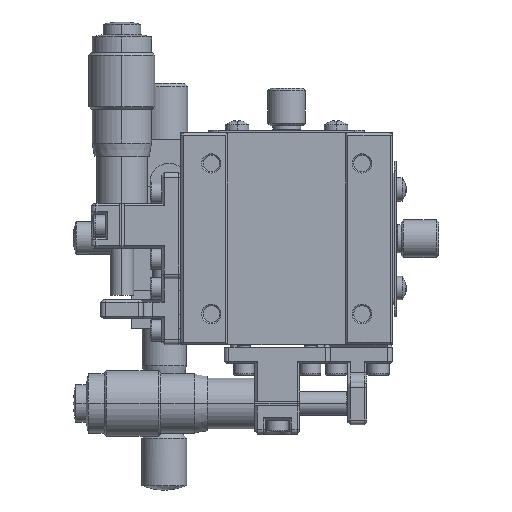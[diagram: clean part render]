
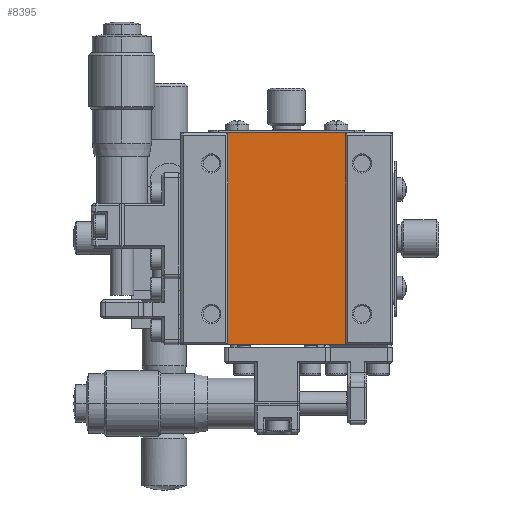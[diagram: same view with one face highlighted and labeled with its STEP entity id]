
A CAD part, front view. The second image highlights one B-rep face of the part: STEP entity #8395.
In plain terms, the highlighted planar face has unit normal (0, 1, 0).
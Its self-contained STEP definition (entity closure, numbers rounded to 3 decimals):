
#138 = VECTOR ( 'NONE', #31731, 1000. ) ;
#511 = AXIS2_PLACEMENT_3D ( 'NONE', #4056, #29285, #14599 ) ;
#1419 = CARTESIAN_POINT ( 'NONE',  ( 11.265, -2.211, 22.5 ) ) ;
#1614 = PLANE ( 'NONE',  #511 ) ;
#2231 = LINE ( 'NONE', #24783, #14690 ) ;
#2551 = EDGE_CURVE ( 'NONE', #19478, #29916, #22616, .T. ) ;
#3409 = VERTEX_POINT ( 'NONE', #17926 ) ;
#3533 = DIRECTION ( 'NONE',  ( 0., 0., -1. ) ) ;
#3691 = ORIENTED_EDGE ( 'NONE', *, *, #17978, .T. ) ;
#4056 = CARTESIAN_POINT ( 'NONE',  ( -13.735, -2.211, 22.5 ) ) ;
#5007 = DIRECTION ( 'NONE',  ( 0., 0., 1. ) ) ;
#6454 = CARTESIAN_POINT ( 'NONE',  ( 11.265, -2.211, 67.5 ) ) ;
#6838 = LINE ( 'NONE', #17046, #138 ) ;
#8395 = ADVANCED_FACE ( 'NONE', ( #23655 ), #1614, .T. ) ;
#9163 = VECTOR ( 'NONE', #13789, 1000. ) ;
#10223 = VERTEX_POINT ( 'NONE', #13329 ) ;
#12812 = ORIENTED_EDGE ( 'NONE', *, *, #2551, .T. ) ;
#12856 = EDGE_LOOP ( 'NONE', ( #16974, #3691, #12812, #16364 ) ) ;
#13329 = CARTESIAN_POINT ( 'NONE',  ( -13.735, -2.211, 67.5 ) ) ;
#13671 = CARTESIAN_POINT ( 'NONE',  ( -1.235, -2.211, 22.5 ) ) ;
#13789 = DIRECTION ( 'NONE',  ( 1., 0., 0. ) ) ;
#14599 = DIRECTION ( 'NONE',  ( 0., 0., 1. ) ) ;
#14690 = VECTOR ( 'NONE', #5007, 1000. ) ;
#16364 = ORIENTED_EDGE ( 'NONE', *, *, #28632, .F. ) ;
#16974 = ORIENTED_EDGE ( 'NONE', *, *, #31817, .T. ) ;
#17046 = CARTESIAN_POINT ( 'NONE',  ( -1.235, -2.211, 67.5 ) ) ;
#17926 = CARTESIAN_POINT ( 'NONE',  ( -13.735, -2.211, 22.5 ) ) ;
#17978 = EDGE_CURVE ( 'NONE', #10223, #19478, #6838, .T. ) ;
#18052 = CARTESIAN_POINT ( 'NONE',  ( 11.265, -2.211, 22.5 ) ) ;
#19478 = VERTEX_POINT ( 'NONE', #6454 ) ;
#22616 = LINE ( 'NONE', #1419, #30665 ) ;
#23655 = FACE_OUTER_BOUND ( 'NONE', #12856, .T. ) ;
#24783 = CARTESIAN_POINT ( 'NONE',  ( -13.735, -2.211, 22.5 ) ) ;
#28632 = EDGE_CURVE ( 'NONE', #3409, #29916, #28787, .T. ) ;
#28787 = LINE ( 'NONE', #13671, #9163 ) ;
#29285 = DIRECTION ( 'NONE',  ( 0., 1., 0. ) ) ;
#29916 = VERTEX_POINT ( 'NONE', #18052 ) ;
#30665 = VECTOR ( 'NONE', #3533, 1000. ) ;
#31731 = DIRECTION ( 'NONE',  ( 1., 0., 0. ) ) ;
#31817 = EDGE_CURVE ( 'NONE', #3409, #10223, #2231, .T. ) ;
